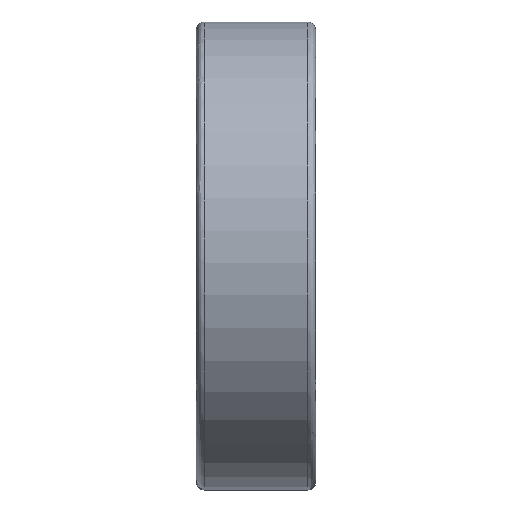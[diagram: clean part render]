
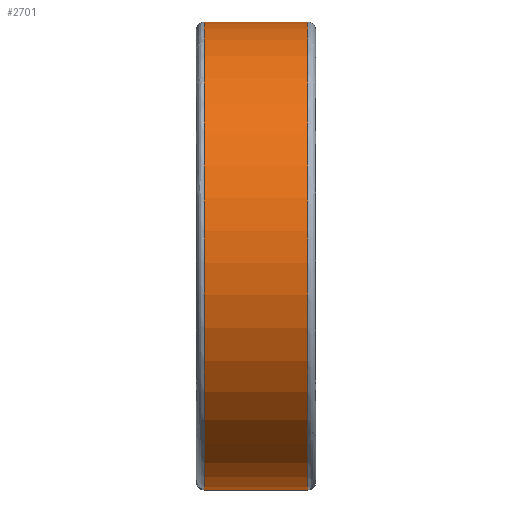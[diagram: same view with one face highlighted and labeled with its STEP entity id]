
A CAD part, front view. The second image highlights one B-rep face of the part: STEP entity #2701.
In plain terms, the highlighted free-form (B-spline) face has degree [1, 2] with [2, 9] control points.
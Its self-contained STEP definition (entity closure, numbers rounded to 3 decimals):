
#2646 = EDGE_CURVE('',#2647,#2649,#2651,.T.);
#2647 = VERTEX_POINT('',#2648);
#2648 = CARTESIAN_POINT('',(-1.125,0.,-33.056));
#2649 = VERTEX_POINT('',#2650);
#2650 = CARTESIAN_POINT('',(-1.125,0.,33.056));
#2651 = ( BOUNDED_CURVE() B_SPLINE_CURVE(2,(#2652,#2653,#2654,#2655,
#2656),.UNSPECIFIED.,.F.,.F.) B_SPLINE_CURVE_WITH_KNOTS((3,2,3),(
-3.142,-1.571,0.),.UNSPECIFIED.) CURVE() 
GEOMETRIC_REPRESENTATION_ITEM() RATIONAL_B_SPLINE_CURVE((1.,
0.707,1.,0.707,1.)) REPRESENTATION_ITEM('') );
#2652 = CARTESIAN_POINT('',(-1.125,0.,
    -33.056));
#2653 = CARTESIAN_POINT('',(-1.125,-33.056,
    -33.056));
#2654 = CARTESIAN_POINT('',(-1.125,-33.056,
    0.));
#2655 = CARTESIAN_POINT('',(-1.125,-33.056,
    33.056));
#2656 = CARTESIAN_POINT('',(-1.125,0.,33.056));
#2666 = EDGE_CURVE('',#2649,#2647,#2667,.T.);
#2667 = ( BOUNDED_CURVE() B_SPLINE_CURVE(2,(#2668,#2669,#2670,#2671,
#2672),.UNSPECIFIED.,.F.,.F.) B_SPLINE_CURVE_WITH_KNOTS((3,2,3),(0.,
1.571,3.142),.UNSPECIFIED.) CURVE() 
GEOMETRIC_REPRESENTATION_ITEM() RATIONAL_B_SPLINE_CURVE((1.,
0.707,1.,0.707,1.)) REPRESENTATION_ITEM('') );
#2668 = CARTESIAN_POINT('',(-1.125,0.,33.056));
#2669 = CARTESIAN_POINT('',(-1.125,33.056,
    33.056));
#2670 = CARTESIAN_POINT('',(-1.125,33.056,
    0.));
#2671 = CARTESIAN_POINT('',(-1.125,33.056,
    -33.056));
#2672 = CARTESIAN_POINT('',(-1.125,0.,
    -33.056));
#2701 = ADVANCED_FACE('',(#2702),#2732,.T.);
#2702 = FACE_BOUND('',#2703,.T.);
#2703 = EDGE_LOOP('',(#2704,#2716,#2724,#2729,#2730,#2731));
#2704 = ORIENTED_EDGE('',*,*,#2705,.F.);
#2705 = EDGE_CURVE('',#2706,#2708,#2710,.T.);
#2706 = VERTEX_POINT('',#2707);
#2707 = CARTESIAN_POINT('',(-15.754,0.,-33.056));
#2708 = VERTEX_POINT('',#2709);
#2709 = CARTESIAN_POINT('',(-15.754,0.,33.056));
#2710 = ( BOUNDED_CURVE() B_SPLINE_CURVE(2,(#2711,#2712,#2713,#2714,
#2715),.UNSPECIFIED.,.F.,.F.) B_SPLINE_CURVE_WITH_KNOTS((3,2,3),(
-3.142,-1.571,0.),.UNSPECIFIED.) CURVE() 
GEOMETRIC_REPRESENTATION_ITEM() RATIONAL_B_SPLINE_CURVE((1.,
0.707,1.,0.707,1.)) REPRESENTATION_ITEM('') );
#2711 = CARTESIAN_POINT('',(-15.754,0.,
    -33.056));
#2712 = CARTESIAN_POINT('',(-15.754,-33.056,
    -33.056));
#2713 = CARTESIAN_POINT('',(-15.754,-33.056,
    0.));
#2714 = CARTESIAN_POINT('',(-15.754,-33.056,
    33.056));
#2715 = CARTESIAN_POINT('',(-15.754,0.,33.056));
#2716 = ORIENTED_EDGE('',*,*,#2717,.F.);
#2717 = EDGE_CURVE('',#2708,#2706,#2718,.T.);
#2718 = ( BOUNDED_CURVE() B_SPLINE_CURVE(2,(#2719,#2720,#2721,#2722,
#2723),.UNSPECIFIED.,.F.,.F.) B_SPLINE_CURVE_WITH_KNOTS((3,2,3),(0.,
1.571,3.142),.UNSPECIFIED.) CURVE() 
GEOMETRIC_REPRESENTATION_ITEM() RATIONAL_B_SPLINE_CURVE((1.,
0.707,1.,0.707,1.)) REPRESENTATION_ITEM('') );
#2719 = CARTESIAN_POINT('',(-15.754,0.,33.056));
#2720 = CARTESIAN_POINT('',(-15.754,33.056,
    33.056));
#2721 = CARTESIAN_POINT('',(-15.754,33.056,
    0.));
#2722 = CARTESIAN_POINT('',(-15.754,33.056,
    -33.056));
#2723 = CARTESIAN_POINT('',(-15.754,0.,
    -33.056));
#2724 = ORIENTED_EDGE('',*,*,#2725,.T.);
#2725 = EDGE_CURVE('',#2708,#2649,#2726,.T.);
#2726 = B_SPLINE_CURVE_WITH_KNOTS('',1,(#2727,#2728),.UNSPECIFIED.,.F.,
  .F.,(2,2),(-0.221,0.221),.PIECEWISE_BEZIER_KNOTS.);
#2727 = CARTESIAN_POINT('',(-15.754,0.,33.056));
#2728 = CARTESIAN_POINT('',(-1.125,0.,33.056));
#2729 = ORIENTED_EDGE('',*,*,#2666,.T.);
#2730 = ORIENTED_EDGE('',*,*,#2646,.T.);
#2731 = ORIENTED_EDGE('',*,*,#2725,.F.);
#2732 = ( BOUNDED_SURFACE() B_SPLINE_SURFACE(1,2,(
    (#2733,#2734,#2735,#2736,#2737,#2738,#2739,#2740,#2741)
    ,(#2742,#2743,#2744,#2745,#2746,#2747,#2748,#2749,#2750
)),.UNSPECIFIED.,.F.,.T.,.F.) B_SPLINE_SURFACE_WITH_KNOTS((2,2),(1,2,2,2
    ,2,2,1),(-0.221,0.221),(-4.712,
    -3.142,-1.571,0.,1.571,3.142,
4.712),.UNSPECIFIED.) GEOMETRIC_REPRESENTATION_ITEM() 
RATIONAL_B_SPLINE_SURFACE((
    (1.,0.707,1.,0.707,1.,0.707,1.
      ,0.707,1.)
    ,(1.,0.707,1.,0.707,1.,0.707,1.
,0.707,1.))) REPRESENTATION_ITEM('') SURFACE() );
#2733 = CARTESIAN_POINT('',(-15.754,0.,33.056));
#2734 = CARTESIAN_POINT('',(-15.754,33.056,
    33.056));
#2735 = CARTESIAN_POINT('',(-15.754,33.056,0.));
#2736 = CARTESIAN_POINT('',(-15.754,33.056,
    -33.056));
#2737 = CARTESIAN_POINT('',(-15.754,0.,-33.056));
#2738 = CARTESIAN_POINT('',(-15.754,-33.056,
    -33.056));
#2739 = CARTESIAN_POINT('',(-15.754,-33.056,0.));
#2740 = CARTESIAN_POINT('',(-15.754,-33.056,
    33.056));
#2741 = CARTESIAN_POINT('',(-15.754,0.,33.056));
#2742 = CARTESIAN_POINT('',(-1.125,0.,33.056));
#2743 = CARTESIAN_POINT('',(-1.125,33.056,
    33.056));
#2744 = CARTESIAN_POINT('',(-1.125,33.056,0.));
#2745 = CARTESIAN_POINT('',(-1.125,33.056,
    -33.056));
#2746 = CARTESIAN_POINT('',(-1.125,0.,-33.056));
#2747 = CARTESIAN_POINT('',(-1.125,-33.056,
    -33.056));
#2748 = CARTESIAN_POINT('',(-1.125,-33.056,0.));
#2749 = CARTESIAN_POINT('',(-1.125,-33.056,
    33.056));
#2750 = CARTESIAN_POINT('',(-1.125,0.,33.056));
